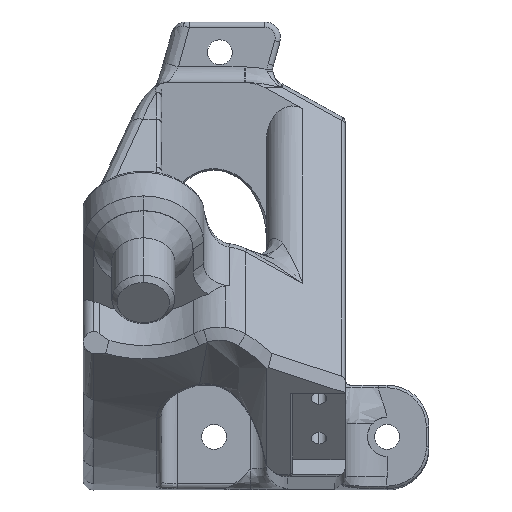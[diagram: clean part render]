
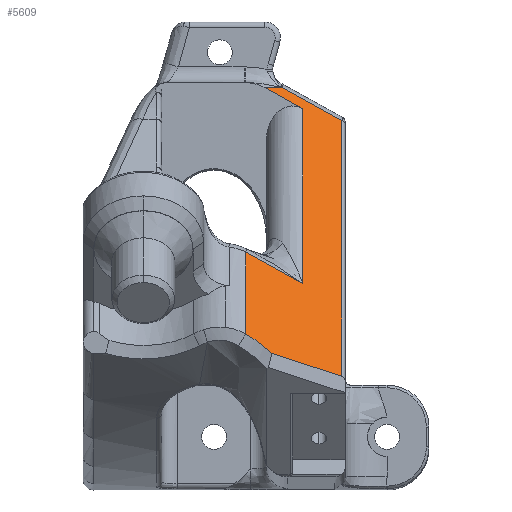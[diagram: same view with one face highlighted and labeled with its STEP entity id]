
A CAD part, top view. The second image highlights one B-rep face of the part: STEP entity #5609.
In plain terms, the highlighted planar face has unit normal (0.39, 0.705, 0.592).
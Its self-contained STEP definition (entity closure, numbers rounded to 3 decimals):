
#274 = ORIENTED_EDGE ( 'NONE', *, *, #6844, .T. ) ;
#325 = CARTESIAN_POINT ( 'NONE',  ( 49.39, 21.609, 66.018 ) ) ;
#335 = EDGE_CURVE ( 'NONE', #4187, #7226, #9728, .T. ) ;
#833 = CARTESIAN_POINT ( 'NONE',  ( 33.243, 28.243, 68.764 ) ) ;
#956 = EDGE_CURVE ( 'NONE', #12369, #9870, #2600, .T. ) ;
#1038 = VERTEX_POINT ( 'NONE', #325 ) ;
#1181 = EDGE_CURVE ( 'NONE', #9870, #2339, #6219, .T. ) ;
#1595 = ORIENTED_EDGE ( 'NONE', *, *, #12854, .T. ) ;
#1722 = CARTESIAN_POINT ( 'NONE',  ( 34.78, 27.057, 69.164 ) ) ;
#1788 = CARTESIAN_POINT ( 'NONE',  ( 31.026, 14.421, 86.7 ) ) ;
#1795 = CARTESIAN_POINT ( 'NONE',  ( 34.682, 27.137, 69.132 ) ) ;
#1858 = LINE ( 'NONE', #9634, #12295 ) ;
#2009 = CARTESIAN_POINT ( 'NONE',  ( 32.597, 28.692, 68.655 ) ) ;
#2073 = LINE ( 'NONE', #8897, #5298 ) ;
#2169 = VECTOR ( 'NONE', #5829, 1000. ) ;
#2311 = EDGE_CURVE ( 'NONE', #12280, #3667, #11480, .T. ) ;
#2339 = VERTEX_POINT ( 'NONE', #10307 ) ;
#2600 = LINE ( 'NONE', #12744, #13182 ) ;
#3094 = DIRECTION ( 'NONE',  ( 0., -0.643, 0.766 ) ) ;
#3100 = AXIS2_PLACEMENT_3D ( 'NONE', #13236, #3165, #3094 ) ;
#3165 = DIRECTION ( 'NONE',  ( 0.39, 0.705, 0.592 ) ) ;
#3529 = CARTESIAN_POINT ( 'NONE',  ( 37.901, 76.826, 7.792 ) ) ;
#3667 = VERTEX_POINT ( 'NONE', #8726 ) ;
#3986 = LINE ( 'NONE', #1788, #8071 ) ;
#4055 = VECTOR ( 'NONE', #6058, 1000. ) ;
#4133 = DIRECTION ( 'NONE',  ( 0., -0.643, 0.766 ) ) ;
#4140 = CARTESIAN_POINT ( 'NONE',  ( 31.487, 29.409, 68.533 ) ) ;
#4187 = VERTEX_POINT ( 'NONE', #4901 ) ;
#4281 = CARTESIAN_POINT ( 'NONE',  ( 34.483, 27.3, 69.07 ) ) ;
#4646 = CARTESIAN_POINT ( 'NONE',  ( 41.952, 39.299, 49.843 ) ) ;
#4901 = CARTESIAN_POINT ( 'NONE',  ( 31.026, 29.68, 68.515 ) ) ;
#5109 = CARTESIAN_POINT ( 'NONE',  ( 49.39, 70.327, 7.959 ) ) ;
#5242 = CARTESIAN_POINT ( 'NONE',  ( 33.872, 27.779, 68.902 ) ) ;
#5298 = VECTOR ( 'NONE', #8827, 1000. ) ;
#5308 = EDGE_CURVE ( 'NONE', #13956, #2339, #13621, .T. ) ;
#5378 = CARTESIAN_POINT ( 'NONE',  ( 35.657, 26.299, 69.488 ) ) ;
#5609 = ADVANCED_FACE ( 'NONE', ( #8895 ), #8679, .T. ) ;
#5693 = CARTESIAN_POINT ( 'NONE',  ( 36.022, 25.952, 69.661 ) ) ;
#5829 = DIRECTION ( 'NONE',  ( -0.875, 0.484, 0. ) ) ;
#5994 = ORIENTED_EDGE ( 'NONE', *, *, #956, .T. ) ;
#6058 = DIRECTION ( 'NONE',  ( 0., 0.643, -0.766 ) ) ;
#6112 = DIRECTION ( 'NONE',  ( 0.921, -0.299, -0.251 ) ) ;
#6219 = LINE ( 'NONE', #10617, #10592 ) ;
#6268 = CARTESIAN_POINT ( 'NONE',  ( 36.022, 25.952, 69.661 ) ) ;
#6844 = EDGE_CURVE ( 'NONE', #13956, #12280, #2073, .T. ) ;
#7084 = CARTESIAN_POINT ( 'NONE',  ( 52.652, 66.809, 10. ) ) ;
#7226 = VERTEX_POINT ( 'NONE', #5693 ) ;
#7317 = ORIENTED_EDGE ( 'NONE', *, *, #5308, .F. ) ;
#8071 = VECTOR ( 'NONE', #4133, 1000. ) ;
#8191 = CARTESIAN_POINT ( 'NONE',  ( 29.328, 46.287, 49.843 ) ) ;
#8252 = ORIENTED_EDGE ( 'NONE', *, *, #2311, .T. ) ;
#8475 = CARTESIAN_POINT ( 'NONE',  ( 31.026, 29.68, 68.515 ) ) ;
#8529 = CARTESIAN_POINT ( 'NONE',  ( 41.952, 72.731, 10. ) ) ;
#8550 = CARTESIAN_POINT ( 'NONE',  ( 35.276, 26.64, 69.334 ) ) ;
#8679 = PLANE ( 'NONE',  #3100 ) ;
#8726 = CARTESIAN_POINT ( 'NONE',  ( 31.026, 45.347, 49.843 ) ) ;
#8827 = DIRECTION ( 'NONE',  ( 0., -0.643, 0.766 ) ) ;
#8895 = FACE_OUTER_BOUND ( 'NONE', #11249, .T. ) ;
#8897 = CARTESIAN_POINT ( 'NONE',  ( 41.952, 44.896, 43.173 ) ) ;
#9134 = ORIENTED_EDGE ( 'NONE', *, *, #10684, .T. ) ;
#9157 = ORIENTED_EDGE ( 'NONE', *, *, #12896, .T. ) ;
#9372 = DIRECTION ( 'NONE',  ( -0.835, 0., 0.551 ) ) ;
#9634 = CARTESIAN_POINT ( 'NONE',  ( 24.778, 29.604, 72.726 ) ) ;
#9728 = B_SPLINE_CURVE_WITH_KNOTS ( 'NONE', 3,
 ( #8475, #4140, #13032, #2009, #9785, #833, #14270, #5242, #12962, #4281, #1795, #1722, #8550, #5378, #6268 ),
 .UNSPECIFIED., .F., .F.,
 ( 4, 2, 2, 2, 1, 2, 2, 4 ),
 ( 0., 0.25, 0.375, 0.5, 0.625, 0.688, 0.75, 1. ),
 .UNSPECIFIED. ) ;
#9785 = CARTESIAN_POINT ( 'NONE',  ( 32.815, 28.544, 68.688 ) ) ;
#9870 = VERTEX_POINT ( 'NONE', #3529 ) ;
#10227 = ORIENTED_EDGE ( 'NONE', *, *, #335, .T. ) ;
#10307 = CARTESIAN_POINT ( 'NONE',  ( 34.554, 76.826, 10. ) ) ;
#10524 = DIRECTION ( 'NONE',  ( -0.875, 0.484, 0. ) ) ;
#10592 = VECTOR ( 'NONE', #9372, 1000. ) ;
#10617 = CARTESIAN_POINT ( 'NONE',  ( -8.296, 76.826, 38.267 ) ) ;
#10684 = EDGE_CURVE ( 'NONE', #1038, #12369, #14064, .T. ) ;
#11249 = EDGE_LOOP ( 'NONE', ( #1595, #9134, #5994, #13985, #7317, #274, #8252, #9157, #10227 ) ) ;
#11480 = LINE ( 'NONE', #8191, #2169 ) ;
#11562 = DIRECTION ( 'NONE',  ( -0.875, 0.484, 0. ) ) ;
#11687 = CARTESIAN_POINT ( 'NONE',  ( 49.39, 70.466, 7.792 ) ) ;
#12280 = VERTEX_POINT ( 'NONE', #4646 ) ;
#12295 = VECTOR ( 'NONE', #6112, 1000. ) ;
#12369 = VERTEX_POINT ( 'NONE', #11687 ) ;
#12744 = CARTESIAN_POINT ( 'NONE',  ( 37.223, 77.201, 7.792 ) ) ;
#12854 = EDGE_CURVE ( 'NONE', #7226, #1038, #1858, .T. ) ;
#12896 = EDGE_CURVE ( 'NONE', #3667, #4187, #3986, .T. ) ;
#12962 = CARTESIAN_POINT ( 'NONE',  ( 34.181, 27.542, 68.981 ) ) ;
#13032 = CARTESIAN_POINT ( 'NONE',  ( 31.937, 29.129, 68.57 ) ) ;
#13182 = VECTOR ( 'NONE', #11562, 1000. ) ;
#13236 = CARTESIAN_POINT ( 'NONE',  ( 24.778, 16.45, 88.403 ) ) ;
#13621 = LINE ( 'NONE', #7084, #13891 ) ;
#13891 = VECTOR ( 'NONE', #10524, 1000. ) ;
#13956 = VERTEX_POINT ( 'NONE', #8529 ) ;
#13985 = ORIENTED_EDGE ( 'NONE', *, *, #1181, .T. ) ;
#14064 = LINE ( 'NONE', #5109, #4055 ) ;
#14270 = CARTESIAN_POINT ( 'NONE',  ( 33.452, 28.092, 68.806 ) ) ;
